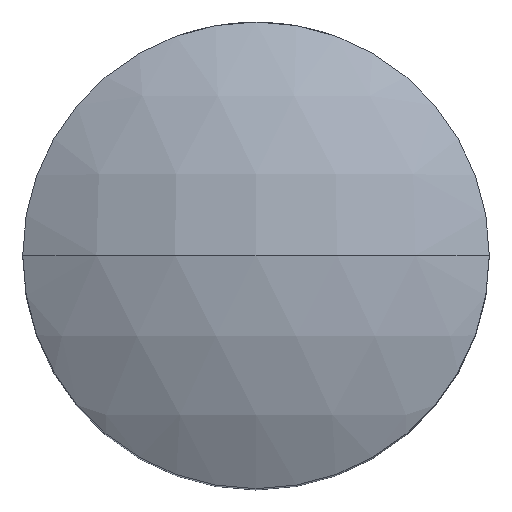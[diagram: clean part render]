
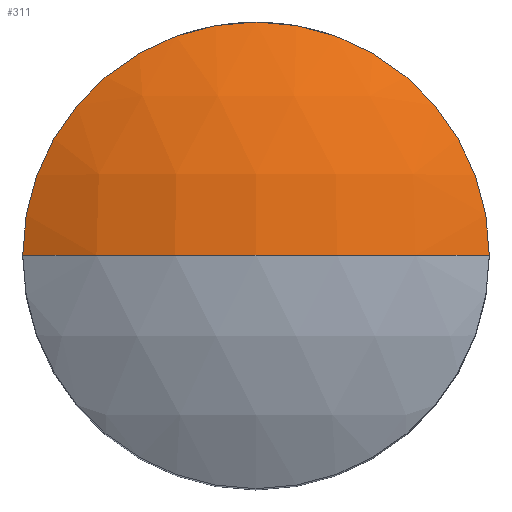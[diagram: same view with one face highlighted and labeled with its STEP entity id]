
A CAD part, top view. The second image highlights one B-rep face of the part: STEP entity #311.
In plain terms, the highlighted spherical face has radius 12 mm.
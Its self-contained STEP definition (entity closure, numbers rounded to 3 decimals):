
#6 = FACE_OUTER_BOUND ( 'NONE', #224, .T. ) ;
#61 = DIRECTION ( 'NONE',  ( 1., 0., 0. ) ) ;
#67 = DIRECTION ( 'NONE',  ( -1., 0., 0. ) ) ;
#68 = DIRECTION ( 'NONE',  ( 0., 0., -1. ) ) ;
#75 = CARTESIAN_POINT ( 'NONE',  ( 0., 0., 0.5 ) ) ;
#77 = DIRECTION ( 'NONE',  ( 0., -1., 0. ) ) ;
#118 = VERTEX_POINT ( 'NONE', #841 ) ;
#124 = CARTESIAN_POINT ( 'NONE',  ( 0., 0., 10.892 ) ) ;
#153 = AXIS2_PLACEMENT_3D ( 'NONE', #258, #728, #332 ) ;
#207 = CARTESIAN_POINT ( 'NONE',  ( 6., 0., 10.892 ) ) ;
#224 = EDGE_LOOP ( 'NONE', ( #648, #846, #259 ) ) ;
#247 = AXIS2_PLACEMENT_3D ( 'NONE', #743, #352, #805 ) ;
#258 = CARTESIAN_POINT ( 'NONE',  ( 0., 0., 0.5 ) ) ;
#259 = ORIENTED_EDGE ( 'NONE', *, *, #442, .F. ) ;
#296 = VERTEX_POINT ( 'NONE', #207 ) ;
#311 = ADVANCED_FACE ( 'NONE', ( #6 ), #692, .T. ) ;
#329 = AXIS2_PLACEMENT_3D ( 'NONE', #75, #77, #61 ) ;
#332 = DIRECTION ( 'NONE',  ( 1., 0., 0. ) ) ;
#335 = AXIS2_PLACEMENT_3D ( 'NONE', #124, #68, #67 ) ;
#347 = CIRCLE ( 'NONE', #335, 6. ) ;
#352 = DIRECTION ( 'NONE',  ( 0., 1., 0. ) ) ;
#371 = CIRCLE ( 'NONE', #153, 12. ) ;
#442 = EDGE_CURVE ( 'NONE', #689, #296, #347, .T. ) ;
#568 = CIRCLE ( 'NONE', #247, 12. ) ;
#572 = EDGE_CURVE ( 'NONE', #118, #296, #568, .T. ) ;
#625 = CARTESIAN_POINT ( 'NONE',  ( -6., 0., 10.892 ) ) ;
#648 = ORIENTED_EDGE ( 'NONE', *, *, #829, .F. ) ;
#689 = VERTEX_POINT ( 'NONE', #625 ) ;
#692 = SPHERICAL_SURFACE ( 'NONE', #329, 12. ) ;
#728 = DIRECTION ( 'NONE',  ( 0., -1., 0. ) ) ;
#743 = CARTESIAN_POINT ( 'NONE',  ( 0., 0., 0.5 ) ) ;
#805 = DIRECTION ( 'NONE',  ( 0., 0., 1. ) ) ;
#829 = EDGE_CURVE ( 'NONE', #118, #689, #371, .T. ) ;
#841 = CARTESIAN_POINT ( 'NONE',  ( 0., 0., 12.5 ) ) ;
#846 = ORIENTED_EDGE ( 'NONE', *, *, #572, .T. ) ;
